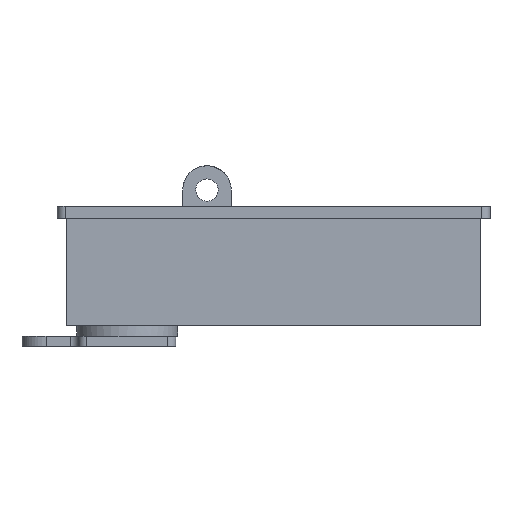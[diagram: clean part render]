
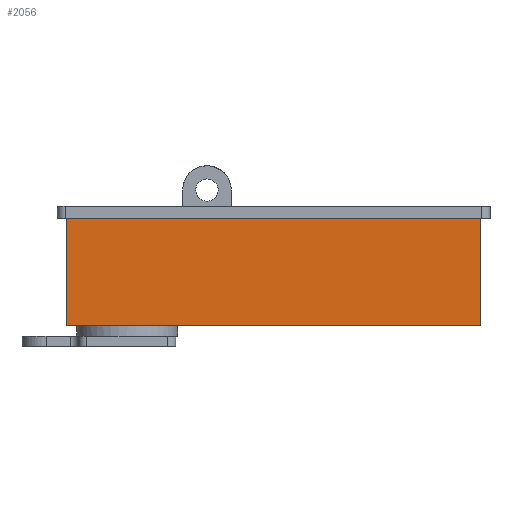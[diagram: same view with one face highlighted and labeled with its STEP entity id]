
A CAD part, left-side view. The second image highlights one B-rep face of the part: STEP entity #2056.
In plain terms, the highlighted free-form (B-spline) face has degree [1, 1] with [2, 2] control points.
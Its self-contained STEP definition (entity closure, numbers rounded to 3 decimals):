
#777 = EDGE_CURVE('',#778,#780,#782,.T.);
#778 = VERTEX_POINT('',#779);
#779 = CARTESIAN_POINT('',(-11.128,43.042,0.));
#780 = VERTEX_POINT('',#781);
#781 = CARTESIAN_POINT('',(-11.128,-43.042,0.));
#782 = B_SPLINE_CURVE_WITH_KNOTS('',1,(#783,#784),.UNSPECIFIED.,.F.,.F.,
  (2,2),(-76.875,25.625),.PIECEWISE_BEZIER_KNOTS.);
#783 = CARTESIAN_POINT('',(-11.128,43.042,0.));
#784 = CARTESIAN_POINT('',(-11.128,-43.042,0.));
#2056 = ADVANCED_FACE('',(#2057),#2079,.T.);
#2057 = FACE_BOUND('',#2058,.T.);
#2058 = EDGE_LOOP('',(#2059,#2060,#2067,#2074));
#2059 = ORIENTED_EDGE('',*,*,#777,.F.);
#2060 = ORIENTED_EDGE('',*,*,#2061,.T.);
#2061 = EDGE_CURVE('',#778,#2062,#2064,.T.);
#2062 = VERTEX_POINT('',#2063);
#2063 = CARTESIAN_POINT('',(-11.128,43.042,
    -22.34));
#2064 = B_SPLINE_CURVE_WITH_KNOTS('',1,(#2065,#2066),.UNSPECIFIED.,.F.,
  .F.,(2,2),(0.,26.6),.PIECEWISE_BEZIER_KNOTS.);
#2065 = CARTESIAN_POINT('',(-11.128,43.042,0.));
#2066 = CARTESIAN_POINT('',(-11.128,43.042,
    -22.34));
#2067 = ORIENTED_EDGE('',*,*,#2068,.F.);
#2068 = EDGE_CURVE('',#2069,#2062,#2071,.T.);
#2069 = VERTEX_POINT('',#2070);
#2070 = CARTESIAN_POINT('',(-11.128,-43.042,
    -22.34));
#2071 = B_SPLINE_CURVE_WITH_KNOTS('',1,(#2072,#2073),.UNSPECIFIED.,.F.,
  .F.,(2,2),(0.,102.5),.PIECEWISE_BEZIER_KNOTS.);
#2072 = CARTESIAN_POINT('',(-11.128,-43.042,
    -22.34));
#2073 = CARTESIAN_POINT('',(-11.128,43.042,
    -22.34));
#2074 = ORIENTED_EDGE('',*,*,#2075,.F.);
#2075 = EDGE_CURVE('',#780,#2069,#2076,.T.);
#2076 = B_SPLINE_CURVE_WITH_KNOTS('',1,(#2077,#2078),.UNSPECIFIED.,.F.,
  .F.,(2,2),(0.,26.6),.PIECEWISE_BEZIER_KNOTS.);
#2077 = CARTESIAN_POINT('',(-11.128,-43.042,0.));
#2078 = CARTESIAN_POINT('',(-11.128,-43.042,
    -22.34));
#2079 = B_SPLINE_SURFACE_WITH_KNOTS('',1,1,(
    (#2080,#2081)
    ,(#2082,#2083
    )),.UNSPECIFIED.,.F.,.F.,.F.,(2,2),(2,2),(0.,102.5),(0.,26.6),
  .PIECEWISE_BEZIER_KNOTS.);
#2080 = CARTESIAN_POINT('',(-11.128,-43.042,0.));
#2081 = CARTESIAN_POINT('',(-11.128,-43.042,
    -22.34));
#2082 = CARTESIAN_POINT('',(-11.128,43.042,0.));
#2083 = CARTESIAN_POINT('',(-11.128,43.042,
    -22.34));
